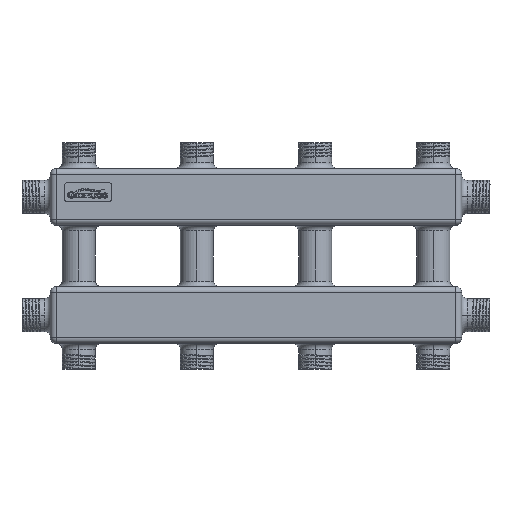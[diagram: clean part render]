
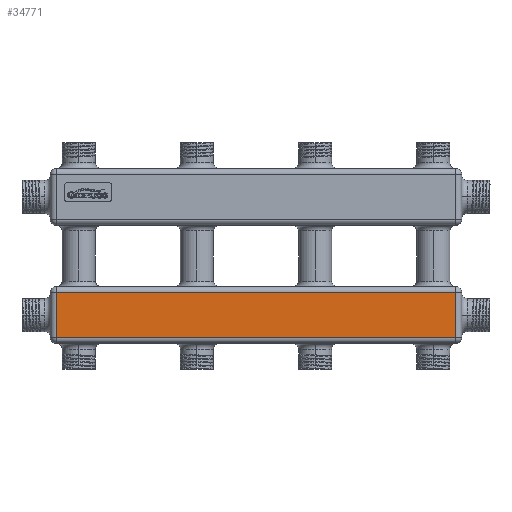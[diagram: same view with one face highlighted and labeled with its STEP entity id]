
A CAD part, top view. The second image highlights one B-rep face of the part: STEP entity #34771.
In plain terms, the highlighted planar face has unit normal (0, 0, 1).
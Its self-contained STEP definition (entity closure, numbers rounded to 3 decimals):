
#102 = CARTESIAN_POINT ( 'NONE',  ( 0., -86.5, 30. ) ) ;
#152 = EDGE_CURVE ( 'NONE', #3119, #19821, #24857, .T. ) ;
#207 = ORIENTED_EDGE ( 'NONE', *, *, #152, .T. ) ;
#3119 = VERTEX_POINT ( 'NONE', #10225 ) ;
#3798 = VECTOR ( 'NONE', #36978, 1000. ) ;
#5171 = ORIENTED_EDGE ( 'NONE', *, *, #38809, .T. ) ;
#5341 = CARTESIAN_POINT ( 'NONE',  ( 429., 0., 30. ) ) ;
#6627 = LINE ( 'NONE', #24062, #11036 ) ;
#7272 = ORIENTED_EDGE ( 'NONE', *, *, #20844, .T. ) ;
#7373 = ORIENTED_EDGE ( 'NONE', *, *, #29758, .T. ) ;
#7637 = PLANE ( 'NONE',  #30366 ) ;
#10225 = CARTESIAN_POINT ( 'NONE',  ( 429., -38.5, 30. ) ) ;
#10797 = CARTESIAN_POINT ( 'NONE',  ( 6., -86.5, 30. ) ) ;
#11036 = VECTOR ( 'NONE', #11633, 1000. ) ;
#11633 = DIRECTION ( 'NONE',  ( 0., -1., 0. ) ) ;
#12532 = CARTESIAN_POINT ( 'NONE',  ( 0., -38.5, 30. ) ) ;
#15380 = DIRECTION ( 'NONE',  ( -1., 0., 0. ) ) ;
#15505 = CARTESIAN_POINT ( 'NONE',  ( 429., -86.5, 30. ) ) ;
#17440 = DIRECTION ( 'NONE',  ( 0., 0., 1. ) ) ;
#18341 = VERTEX_POINT ( 'NONE', #10797 ) ;
#19708 = CARTESIAN_POINT ( 'NONE',  ( 6., -38.5, 30. ) ) ;
#19821 = VERTEX_POINT ( 'NONE', #19708 ) ;
#19995 = EDGE_LOOP ( 'NONE', ( #7373, #7272, #5171, #207 ) ) ;
#20173 = DIRECTION ( 'NONE',  ( 1., 0., 0. ) ) ;
#20844 = EDGE_CURVE ( 'NONE', #18341, #29284, #27737, .T. ) ;
#24062 = CARTESIAN_POINT ( 'NONE',  ( 6., 0., 30. ) ) ;
#24857 = LINE ( 'NONE', #12532, #30217 ) ;
#26701 = VECTOR ( 'NONE', #27175, 1000. ) ;
#27175 = DIRECTION ( 'NONE',  ( 0., 1., 0. ) ) ;
#27737 = LINE ( 'NONE', #102, #3798 ) ;
#29284 = VERTEX_POINT ( 'NONE', #15505 ) ;
#29758 = EDGE_CURVE ( 'NONE', #19821, #18341, #6627, .T. ) ;
#30217 = VECTOR ( 'NONE', #15380, 1000. ) ;
#30366 = AXIS2_PLACEMENT_3D ( 'NONE', #35873, #17440, #20173 ) ;
#32731 = FACE_OUTER_BOUND ( 'NONE', #19995, .T. ) ;
#34771 = ADVANCED_FACE ( 'NONE', ( #32731 ), #7637, .T. ) ;
#35873 = CARTESIAN_POINT ( 'NONE',  ( 0., 0., 30. ) ) ;
#36978 = DIRECTION ( 'NONE',  ( 1., 0., 0. ) ) ;
#38809 = EDGE_CURVE ( 'NONE', #29284, #3119, #38986, .T. ) ;
#38986 = LINE ( 'NONE', #5341, #26701 ) ;
